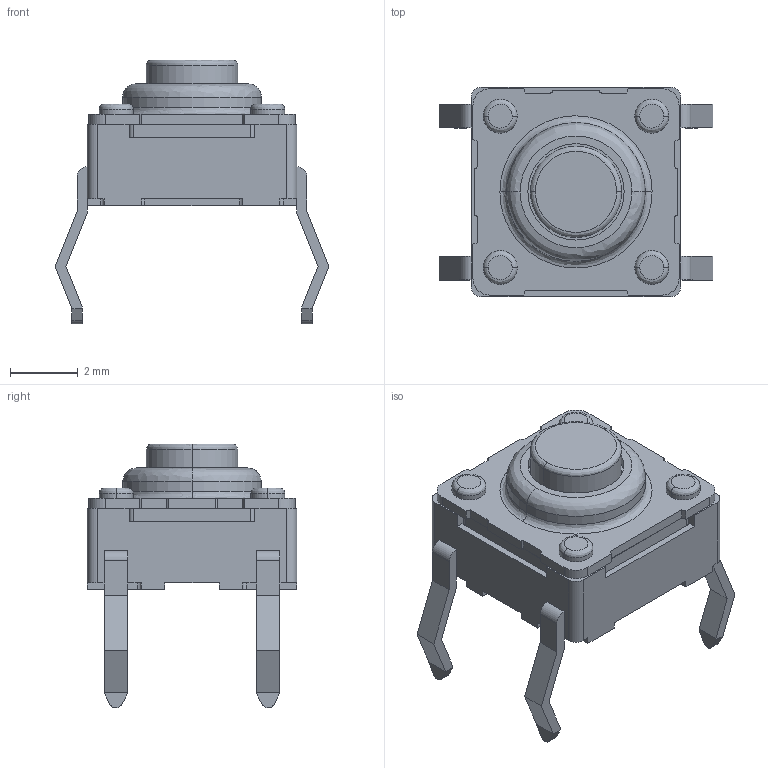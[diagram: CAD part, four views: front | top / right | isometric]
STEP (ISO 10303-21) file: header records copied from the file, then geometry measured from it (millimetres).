
FILE_DESCRIPTION(('STEP AP214'),'1');
FILE_NAME('43419.stp','2014-10-28T17:04:27',('TraceParts'),('TraceParts S.A.'),'XStep 1.0',' ',' ');
FILE_SCHEMA(('automotive_design'));
Length unit declared in the file: millimetre
Products named in the file (1): NONE
Bounding box: 8.1 x 6.2 x 7.8 mm (x, y, z)
Volume: 117.1 mm3; surface area: 203.9 mm2
Topology: 1 solids, 1 shells, 211 faces, 574 edges, 372 vertices
Faces by surface type: plane 141, cylinder 56, bspline 14
Entity records: 13299 total; most frequent: CARTESIAN_POINT 1528, STYLED_ITEM 1158, PRESENTATION_STYLE_ASSIGNMENT 1158, COLOUR_RGB 1158, ORIENTED_EDGE 1148, DIRECTION 1076, EDGE_CURVE 574, CURVE_STYLE 574
